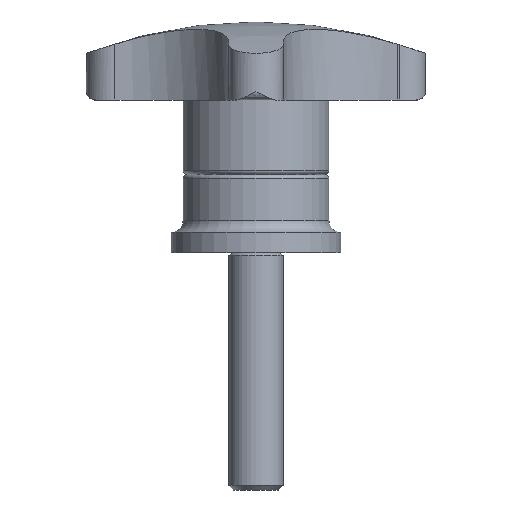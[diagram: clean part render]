
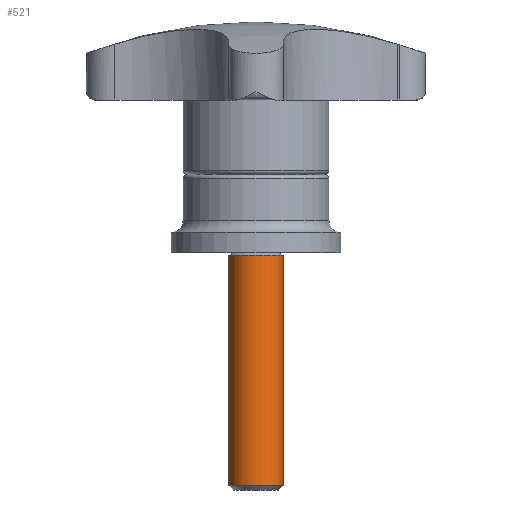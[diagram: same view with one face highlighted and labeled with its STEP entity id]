
A CAD part, front view. The second image highlights one B-rep face of the part: STEP entity #521.
In plain terms, the highlighted cylindrical face has radius 4 mm (diameter 8 mm), a partial arc.
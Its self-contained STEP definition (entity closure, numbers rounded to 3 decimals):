
#255=VERTEX_POINT('',#695);
#317=VERTEX_POINT('',#766);
#361=EDGE_CURVE('',#415,#317,#814,.T.);
#415=VERTEX_POINT('',#873);
#421=EDGE_CURVE('',#479,#317,#879,.T.);
#461=EDGE_CURVE('',#415,#255,#920,.T.);
#479=VERTEX_POINT('',#940);
#521=ADVANCED_FACE('',(#984),#985,.T.);
#523=EDGE_CURVE('',#479,#255,#987,.T.);
#695=CARTESIAN_POINT('',(4.,0.,-34.324));
#766=CARTESIAN_POINT('',(-4.0,0.,-0.391));
#814=LINE('',#1431,#1432);
#873=CARTESIAN_POINT('',(-4.,0.,-34.324));
#879=CIRCLE('',#1560,4.0);
#920=CIRCLE('',#1633,4.0);
#940=CARTESIAN_POINT('',(4.,0.,-0.391));
#984=FACE_OUTER_BOUND('',#1805,.T.);
#985=CYLINDRICAL_SURFACE('',#1806,4.0);
#987=LINE('',#1809,#1810);
#1431=CARTESIAN_POINT('',(-4.,0.,-17.162));
#1432=VECTOR('',#2341,1.0);
#1560=AXIS2_PLACEMENT_3D('',#2405,#2406,#2407);
#1633=AXIS2_PLACEMENT_3D('',#2439,#2440,#2441);
#1805=EDGE_LOOP('',(#2504,#2505,#2506,#2507));
#1806=AXIS2_PLACEMENT_3D('',#2508,#2509,#2510);
#1809=CARTESIAN_POINT('',(4.,0.,-17.162));
#1810=VECTOR('',#2511,1.0);
#2341=DIRECTION('',(0.0,0.0,1.0));
#2405=CARTESIAN_POINT('',(0.,0.,-0.391));
#2406=DIRECTION('',(-0.0,0.0,-1.0));
#2407=DIRECTION('',(-1.0,0.,0.0));
#2439=CARTESIAN_POINT('',(0.,0.,-34.324));
#2440=DIRECTION('',(0.0,0.0,1.0));
#2441=DIRECTION('',(-1.0,0.,0.0));
#2504=ORIENTED_EDGE('',*,*,#361,.F.);
#2505=ORIENTED_EDGE('',*,*,#461,.T.);
#2506=ORIENTED_EDGE('',*,*,#523,.F.);
#2507=ORIENTED_EDGE('',*,*,#421,.T.);
#2508=CARTESIAN_POINT('',(0.,0.,-17.162));
#2509=DIRECTION('',(-0.0,-0.0,-1.0));
#2510=DIRECTION('',(-1.0,0.,0.0));
#2511=DIRECTION('',(-0.0,-0.0,-1.0));
